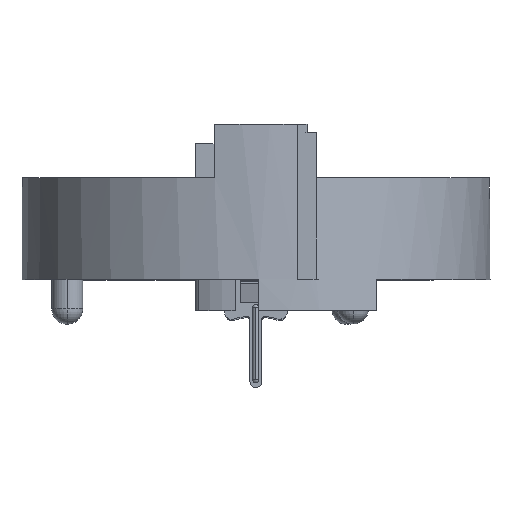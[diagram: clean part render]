
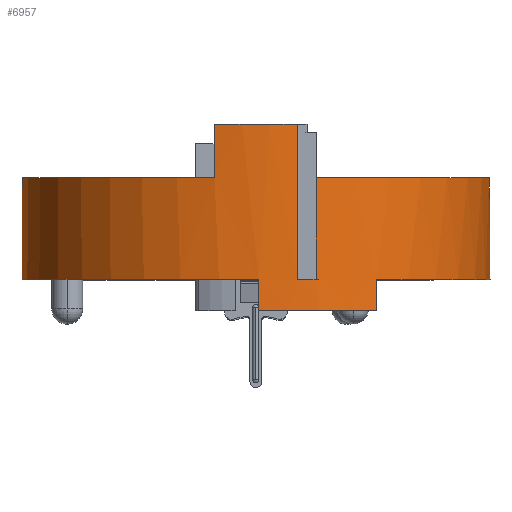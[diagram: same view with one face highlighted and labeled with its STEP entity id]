
A CAD part, top view. The second image highlights one B-rep face of the part: STEP entity #6957.
In plain terms, the highlighted cylindrical face has radius 11.506 mm (diameter 23.012 mm), a partial arc.
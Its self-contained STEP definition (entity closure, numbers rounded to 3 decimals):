
#6611=VERTEX_POINT('NONE',#6612);
#6612=CARTESIAN_POINT('',(-1.258,-10.152,-8.657));
#6647=VERTEX_POINT('NONE',#6648);
#6648=CARTESIAN_POINT('',(4.669,-10.152,-8.659));
#6654=EDGE_CURVE('NONE',#6647,#6655,#6657,.F.);
#6655=VERTEX_POINT('NONE',#6656);
#6656=CARTESIAN_POINT('',(7.631,-10.152,12.326));
#6657=CIRCLE('',#6658,11.506);
#6658=AXIS2_PLACEMENT_3D('',#6659,#6660,#6661);
#6659=CARTESIAN_POINT('',(1.71,-10.152,2.46));
#6660=DIRECTION('',(0.0,1.0,0.0));
#6661=DIRECTION('',(0.0,0.0,1.0));
#6773=VERTEX_POINT('NONE',#6774);
#6774=CARTESIAN_POINT('',(1.84,-10.152,13.965));
#6780=EDGE_CURVE('NONE',#6773,#6611,#6781,.F.);
#6781=CIRCLE('',#6782,11.506);
#6782=AXIS2_PLACEMENT_3D('',#6783,#6784,#6785);
#6783=CARTESIAN_POINT('',(1.71,-10.152,2.46));
#6784=DIRECTION('',(0.0,1.0,0.0));
#6785=DIRECTION('',(0.0,0.0,1.0));
#6957=ADVANCED_FACE('NONE',(#6958),#7127,.T.);
#6958=FACE_BOUND('NONE',#6959,.T.);
#6959=EDGE_LOOP('',(#6960,#6971,#6979,#6988,#6996,#7005,#7013,#7022,#7030,#7039,#7047,#7056,#7062,#7063,#7071,#7080,#7086,#7087,#7095,#7104,#7112,#7121));
#6960=ORIENTED_EDGE('',*,*,#6961,.T.);
#6961=EDGE_CURVE('NONE',#6962,#6964,#6966,.F.);
#6962=VERTEX_POINT('NONE',#6963);
#6963=CARTESIAN_POINT('',(11.225,-5.148,-4.011));
#6964=VERTEX_POINT('NONE',#6965);
#6965=CARTESIAN_POINT('',(4.669,-5.148,13.579));
#6966=CIRCLE('',#6967,11.506);
#6967=AXIS2_PLACEMENT_3D('',#6968,#6969,#6970);
#6968=CARTESIAN_POINT('',(1.71,-5.148,2.46));
#6969=DIRECTION('',(0.0,1.0,0.0));
#6970=DIRECTION('',(0.0,0.0,1.0));
#6971=ORIENTED_EDGE('',*,*,#6972,.T.);
#6972=EDGE_CURVE('NONE',#6964,#6973,#6975,.T.);
#6973=VERTEX_POINT('NONE',#6974);
#6974=CARTESIAN_POINT('',(4.669,-10.152,13.579));
#6975=LINE('',#6976,#6977);
#6976=CARTESIAN_POINT('',(4.669,-3.446,13.579));
#6977=VECTOR('',#6978,1.0);
#6978=DIRECTION('',(0.0,-1.0,0.0));
#6979=ORIENTED_EDGE('',*,*,#6980,.T.);
#6980=EDGE_CURVE('NONE',#6973,#6981,#6983,.T.);
#6981=VERTEX_POINT('NONE',#6982);
#6982=CARTESIAN_POINT('',(3.742,-10.152,13.785));
#6983=CIRCLE('',#6984,11.506);
#6984=AXIS2_PLACEMENT_3D('',#6985,#6986,#6987);
#6985=CARTESIAN_POINT('',(1.71,-10.152,2.46));
#6986=DIRECTION('',(0.0,-1.0,0.0));
#6987=DIRECTION('',(0.0,0.0,-1.0));
#6988=ORIENTED_EDGE('',*,*,#6989,.T.);
#6989=EDGE_CURVE('NONE',#6981,#6990,#6992,.F.);
#6990=VERTEX_POINT('NONE',#6991);
#6991=CARTESIAN_POINT('',(3.742,-2.532,13.785));
#6992=LINE('',#6993,#6994);
#6993=CARTESIAN_POINT('',(3.742,-3.446,13.785));
#6994=VECTOR('',#6995,1.0);
#6995=DIRECTION('',(0.0,-1.0,0.0));
#6996=ORIENTED_EDGE('',*,*,#6997,.T.);
#6997=EDGE_CURVE('NONE',#6990,#6998,#7000,.F.);
#6998=VERTEX_POINT('NONE',#6999);
#6999=CARTESIAN_POINT('',(-0.322,-2.532,13.785));
#7000=CIRCLE('',#7001,11.506);
#7001=AXIS2_PLACEMENT_3D('',#7002,#7003,#7004);
#7002=CARTESIAN_POINT('',(1.71,-2.532,2.46));
#7003=DIRECTION('',(0.0,1.0,0.0));
#7004=DIRECTION('',(0.0,0.0,1.0));
#7005=ORIENTED_EDGE('',*,*,#7006,.T.);
#7006=EDGE_CURVE('NONE',#6998,#7007,#7009,.F.);
#7007=VERTEX_POINT('NONE',#7008);
#7008=CARTESIAN_POINT('',(-0.322,-5.148,13.785));
#7009=LINE('',#7010,#7011);
#7010=CARTESIAN_POINT('',(-0.322,-4.97,13.785));
#7011=VECTOR('',#7012,1.0);
#7012=DIRECTION('',(0.0,1.0,0.0));
#7013=ORIENTED_EDGE('',*,*,#7014,.T.);
#7014=EDGE_CURVE('NONE',#7007,#7015,#7017,.F.);
#7015=VERTEX_POINT('NONE',#7016);
#7016=CARTESIAN_POINT('',(-7.804,-5.148,-4.011));
#7017=CIRCLE('',#7018,11.506);
#7018=AXIS2_PLACEMENT_3D('',#7019,#7020,#7021);
#7019=CARTESIAN_POINT('',(1.71,-5.148,2.46));
#7020=DIRECTION('',(0.0,1.0,0.0));
#7021=DIRECTION('',(0.0,0.0,1.0));
#7022=ORIENTED_EDGE('',*,*,#7023,.T.);
#7023=EDGE_CURVE('NONE',#7015,#7024,#7026,.F.);
#7024=VERTEX_POINT('NONE',#7025);
#7025=CARTESIAN_POINT('',(-7.804,-7.129,-4.011));
#7026=LINE('',#7027,#7028);
#7027=CARTESIAN_POINT('',(-7.804,-7.129,-4.011));
#7028=VECTOR('',#7029,1.0);
#7029=DIRECTION('',(0.0,1.0,0.0));
#7030=ORIENTED_EDGE('',*,*,#7031,.T.);
#7031=EDGE_CURVE('NONE',#7024,#7032,#7034,.F.);
#7032=VERTEX_POINT('NONE',#7033);
#7033=CARTESIAN_POINT('',(-4.552,-7.129,-7.193));
#7034=CIRCLE('',#7035,11.506);
#7035=AXIS2_PLACEMENT_3D('',#7036,#7037,#7038);
#7036=CARTESIAN_POINT('',(1.71,-7.129,2.46));
#7037=DIRECTION('',(0.0,1.0,0.0));
#7038=DIRECTION('',(0.0,0.0,-1.0));
#7039=ORIENTED_EDGE('',*,*,#7040,.T.);
#7040=EDGE_CURVE('NONE',#7032,#7041,#7043,.T.);
#7041=VERTEX_POINT('NONE',#7042);
#7042=CARTESIAN_POINT('',(-4.552,-5.148,-7.193));
#7043=LINE('',#7044,#7045);
#7044=CARTESIAN_POINT('',(-4.552,-7.129,-7.193));
#7045=VECTOR('',#7046,1.0);
#7046=DIRECTION('',(0.0,1.0,0.0));
#7047=ORIENTED_EDGE('',*,*,#7048,.T.);
#7048=EDGE_CURVE('NONE',#7041,#7049,#7051,.F.);
#7049=VERTEX_POINT('NONE',#7050);
#7050=CARTESIAN_POINT('',(-1.258,-5.148,-8.657));
#7051=CIRCLE('',#7052,11.506);
#7052=AXIS2_PLACEMENT_3D('',#7053,#7054,#7055);
#7053=CARTESIAN_POINT('',(1.71,-5.148,2.46));
#7054=DIRECTION('',(0.0,1.0,0.0));
#7055=DIRECTION('',(0.0,0.0,1.0));
#7056=ORIENTED_EDGE('',*,*,#7057,.T.);
#7057=EDGE_CURVE('NONE',#7049,#6611,#7058,.T.);
#7058=LINE('',#7059,#7060);
#7059=CARTESIAN_POINT('',(-1.258,-3.446,-8.657));
#7060=VECTOR('',#7061,1.0);
#7061=DIRECTION('',(0.0,-1.0,0.0));
#7062=ORIENTED_EDGE('',*,*,#6780,.F.);
#7063=ORIENTED_EDGE('',*,*,#7064,.T.);
#7064=EDGE_CURVE('NONE',#6773,#7065,#7067,.F.);
#7065=VERTEX_POINT('NONE',#7066);
#7066=CARTESIAN_POINT('',(1.84,-11.676,13.965));
#7067=LINE('',#7068,#7069);
#7068=CARTESIAN_POINT('',(1.84,-11.676,13.965));
#7069=VECTOR('',#7070,1.0);
#7070=DIRECTION('',(0.0,1.0,0.0));
#7071=ORIENTED_EDGE('',*,*,#7072,.T.);
#7072=EDGE_CURVE('NONE',#7065,#7073,#7075,.F.);
#7073=VERTEX_POINT('NONE',#7074);
#7074=CARTESIAN_POINT('',(7.631,-11.676,12.326));
#7075=CIRCLE('',#7076,11.506);
#7076=AXIS2_PLACEMENT_3D('',#7077,#7078,#7079);
#7077=CARTESIAN_POINT('',(1.71,-11.676,2.46));
#7078=DIRECTION('',(0.0,-1.0,0.0));
#7079=DIRECTION('',(0.0,0.0,-1.0));
#7080=ORIENTED_EDGE('',*,*,#7081,.T.);
#7081=EDGE_CURVE('NONE',#7073,#6655,#7082,.T.);
#7082=LINE('',#7083,#7084);
#7083=CARTESIAN_POINT('',(7.631,-11.676,12.326));
#7084=VECTOR('',#7085,1.0);
#7085=DIRECTION('',(0.0,1.0,0.0));
#7086=ORIENTED_EDGE('',*,*,#6654,.F.);
#7087=ORIENTED_EDGE('',*,*,#7088,.T.);
#7088=EDGE_CURVE('NONE',#6647,#7089,#7091,.F.);
#7089=VERTEX_POINT('NONE',#7090);
#7090=CARTESIAN_POINT('',(4.669,-5.148,-8.659));
#7091=LINE('',#7092,#7093);
#7092=CARTESIAN_POINT('',(4.669,-3.446,-8.659));
#7093=VECTOR('',#7094,1.0);
#7094=DIRECTION('',(0.0,-1.0,0.0));
#7095=ORIENTED_EDGE('',*,*,#7096,.T.);
#7096=EDGE_CURVE('NONE',#7089,#7097,#7099,.F.);
#7097=VERTEX_POINT('NONE',#7098);
#7098=CARTESIAN_POINT('',(7.972,-5.148,-7.193));
#7099=CIRCLE('',#7100,11.506);
#7100=AXIS2_PLACEMENT_3D('',#7101,#7102,#7103);
#7101=CARTESIAN_POINT('',(1.71,-5.148,2.46));
#7102=DIRECTION('',(0.0,1.0,0.0));
#7103=DIRECTION('',(0.0,0.0,1.0));
#7104=ORIENTED_EDGE('',*,*,#7105,.T.);
#7105=EDGE_CURVE('NONE',#7097,#7106,#7108,.F.);
#7106=VERTEX_POINT('NONE',#7107);
#7107=CARTESIAN_POINT('',(7.972,-7.129,-7.193));
#7108=LINE('',#7109,#7110);
#7109=CARTESIAN_POINT('',(7.972,-7.129,-7.193));
#7110=VECTOR('',#7111,1.0);
#7111=DIRECTION('',(0.0,1.0,0.0));
#7112=ORIENTED_EDGE('',*,*,#7113,.T.);
#7113=EDGE_CURVE('NONE',#7106,#7114,#7116,.F.);
#7114=VERTEX_POINT('NONE',#7115);
#7115=CARTESIAN_POINT('',(11.225,-7.129,-4.011));
#7116=CIRCLE('',#7117,11.506);
#7117=AXIS2_PLACEMENT_3D('',#7118,#7119,#7120);
#7118=CARTESIAN_POINT('',(1.71,-7.129,2.46));
#7119=DIRECTION('',(0.0,1.0,0.0));
#7120=DIRECTION('',(0.0,0.0,1.0));
#7121=ORIENTED_EDGE('',*,*,#7122,.T.);
#7122=EDGE_CURVE('NONE',#7114,#6962,#7123,.T.);
#7123=LINE('',#7124,#7125);
#7124=CARTESIAN_POINT('',(11.225,-7.129,-4.011));
#7125=VECTOR('',#7126,1.0);
#7126=DIRECTION('',(0.0,1.0,0.0));
#7127=CYLINDRICAL_SURFACE('',#7128,11.506);
#7128=AXIS2_PLACEMENT_3D('',#7129,#7130,#7131);
#7129=CARTESIAN_POINT('',(1.71,-3.446,2.46));
#7130=DIRECTION('',(0.0,-1.0,0.0));
#7131=DIRECTION('',(0.0,0.0,-1.0));
